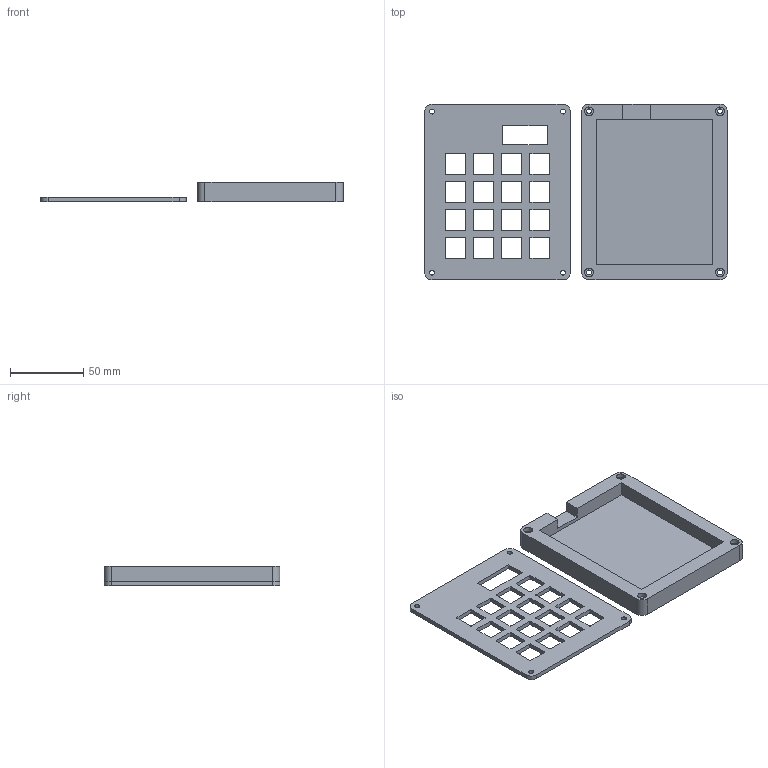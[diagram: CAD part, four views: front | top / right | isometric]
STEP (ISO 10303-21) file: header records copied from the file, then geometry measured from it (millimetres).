
FILE_DESCRIPTION(/* description */ ('STEP AP242 Edition 2','CAx-IF Rec.Pracs.---Representation and Presentation of Product Manufacturing Information (PMI)---4.0---2014-10-13','CAx-IF Rec.Pracs.---3D Tessellated Geometry---0.4---2014-09-14','2;1','CAx-IF Rec.Pracs.---User Defined Attributes---1.5---2016-08-15'),/* implementation_level */ '2;1');
FILE_NAME(/* name */ '6990a7ea1a487899468474cd',/* time_stamp */ '2026-02-14T16:50:51Z',/* author */ (''),/* organization */ (''),/* preprocessor_version */ 'ST-DEVELOPER v20',/* originating_system */ 'ONSHAPE BY PTC INC, 1.210',/* authorisation */ ' ');
FILE_SCHEMA (('AP242_MANAGED_MODEL_BASED_3D_ENGINEERING_MIM_LF { 1 0 10303 442 3 1 4 }'));
Length unit declared in the file: metre
Products named in the file (7): Assembly 1; Part 2; Part 1; Part 5; Part 3; Part 4
Assembly tree (6 placements, depth 2):
  Assembly 1
    Part 2
    Part 1
    Part 5
    Part 1
    Part 3
    Part 4
Bounding box: 205.97 x 119.79 x 13 mm (x, y, z)
Volume: 98482.5 mm3; surface area: 56064.8 mm2
Topology: 6 solids, 6 shells, 489 faces, 1359 edges, 906 vertices
Faces by surface type: plane 222, bspline 137, cylinder 130
Full cylindrical faces by diameter (mm): 3.4 x8, 6 x8
Entity records: 16332 total; most frequent: CARTESIAN_POINT 4252, ORIENTED_EDGE 2686, DIRECTION 2047, EDGE_CURVE 1343, VERTEX_POINT 906, LINE 809, VECTOR 809, AXIS2_PLACEMENT_3D 619
